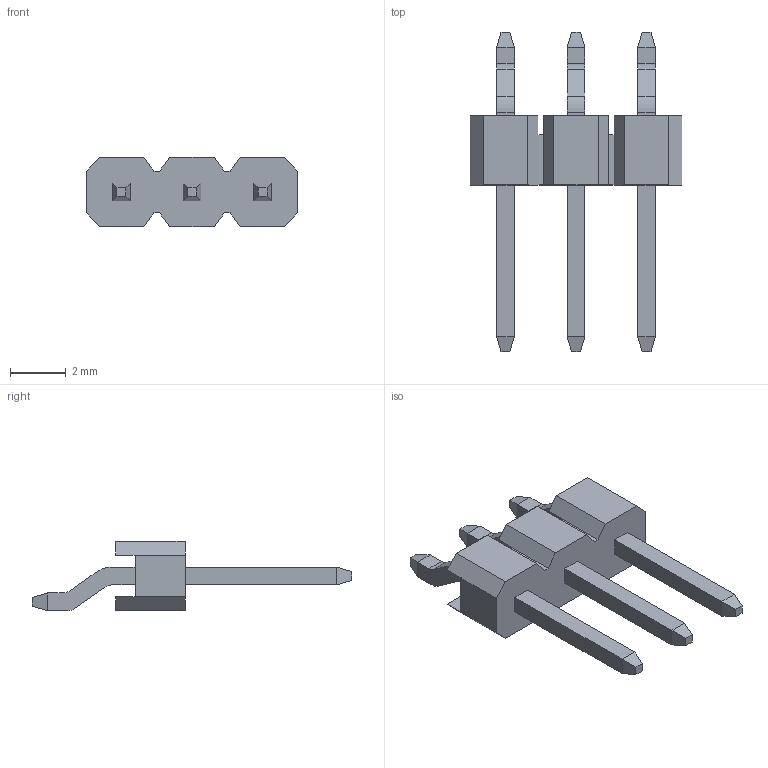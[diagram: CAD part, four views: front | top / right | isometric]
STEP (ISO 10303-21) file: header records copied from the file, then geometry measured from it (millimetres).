
FILE_DESCRIPTION(('STEP AP214'),'1');
FILE_NAME('pin_header_a-sl254-ea-g03mp1.stp','2017-04-01T08:34:40',('TraceParts'),('TraceParts S.A.'),'Spatial InterOp 3D',' ',' ');
FILE_SCHEMA(('automotive_design'));
Length unit declared in the file: millimetre
Products named in the file (1): pin_header_a-sl254-ea-g03mp1
Bounding box: 7.62 x 11.5 x 2.5 mm (x, y, z)
Volume: 47.3 mm3; surface area: 168 mm2
Topology: 1 solids, 1 shells, 116 faces, 288 edges, 180 vertices
Faces by surface type: plane 104, cylinder 12
Entity records: 4292 total; most frequent: CARTESIAN_POINT 585, ORIENTED_EDGE 576, DIRECTION 546, EDGE_CURVE 288, LINE 264, VECTOR 264, VERTEX_POINT 180, AXIS2_PLACEMENT_3D 141
